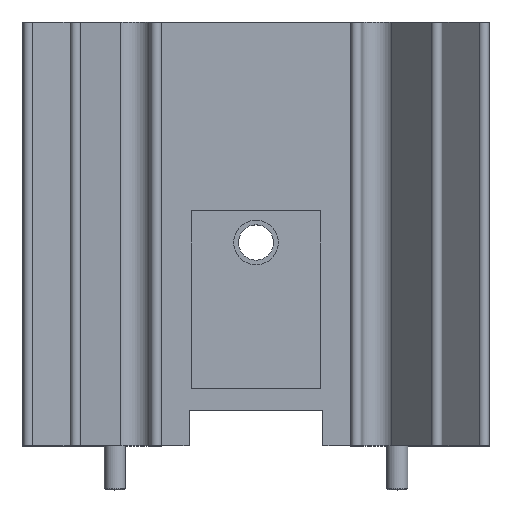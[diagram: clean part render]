
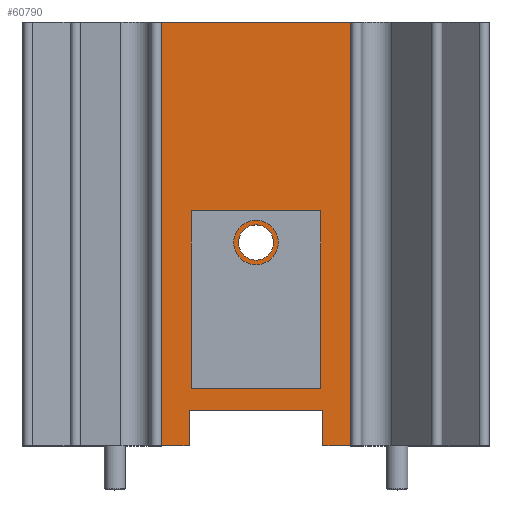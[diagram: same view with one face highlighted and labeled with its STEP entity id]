
A CAD part, top view. The second image highlights one B-rep face of the part: STEP entity #60790.
In plain terms, the highlighted planar face has unit normal (0, 0, 1).
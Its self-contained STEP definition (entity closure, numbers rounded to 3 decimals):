
#150=PLANE('',#62555);
#315=CIRCLE('',#62463,1.585);
#316=CIRCLE('',#62465,1.585);
#648=LINE('',#130979,#1062);
#654=LINE('',#130992,#1068);
#715=LINE('',#131175,#1129);
#719=LINE('',#131184,#1133);
#722=LINE('',#131190,#1136);
#723=LINE('',#131192,#1137);
#724=LINE('',#131193,#1138);
#725=LINE('',#131194,#1139);
#1062=VECTOR('',#64324,1000.);
#1068=VECTOR('',#64332,1000.);
#1129=VECTOR('',#64517,1000.);
#1133=VECTOR('',#64523,1000.);
#1136=VECTOR('',#64528,1000.);
#1137=VECTOR('',#64529,1000.);
#1138=VECTOR('',#64530,1000.);
#1139=VECTOR('',#64531,1000.);
#12273=ORIENTED_EDGE('',*,*,#20626,.F.);
#12274=ORIENTED_EDGE('',*,*,#20627,.F.);
#12275=ORIENTED_EDGE('',*,*,#20768,.T.);
#12276=ORIENTED_EDGE('',*,*,#20769,.F.);
#12277=ORIENTED_EDGE('',*,*,#20663,.T.);
#12278=ORIENTED_EDGE('',*,*,#20770,.T.);
#12279=ORIENTED_EDGE('',*,*,#20669,.F.);
#12280=ORIENTED_EDGE('',*,*,#20761,.F.);
#12281=ORIENTED_EDGE('',*,*,#20771,.T.);
#12282=ORIENTED_EDGE('',*,*,#20765,.T.);
#20626=EDGE_CURVE('',#24970,#24967,#315,.T.);
#20627=EDGE_CURVE('',#24967,#24970,#316,.T.);
#20663=EDGE_CURVE('',#24995,#24996,#648,.T.);
#20669=EDGE_CURVE('',#25000,#24997,#654,.T.);
#20761=EDGE_CURVE('',#25061,#25000,#715,.T.);
#20765=EDGE_CURVE('',#25065,#25063,#719,.T.);
#20768=EDGE_CURVE('',#25063,#25067,#722,.T.);
#20769=EDGE_CURVE('',#24995,#25067,#723,.T.);
#20770=EDGE_CURVE('',#24996,#24997,#724,.T.);
#20771=EDGE_CURVE('',#25061,#25065,#725,.T.);
#24967=VERTEX_POINT('',#130899);
#24970=VERTEX_POINT('',#130904);
#24995=VERTEX_POINT('',#130980);
#24996=VERTEX_POINT('',#130981);
#24997=VERTEX_POINT('',#130986);
#25000=VERTEX_POINT('',#130991);
#25061=VERTEX_POINT('',#131176);
#25063=VERTEX_POINT('',#131182);
#25065=VERTEX_POINT('',#131185);
#25067=VERTEX_POINT('',#131191);
#31459=EDGE_LOOP('',(#12273,#12274));
#31460=EDGE_LOOP('',(#12275,#12276,#12277,#12278,#12279,#12280,#12281,#12282));
#34503=FACE_BOUND('',#31459,.T.);
#34504=FACE_BOUND('',#31460,.T.);
#60790=ADVANCED_FACE('',(#34503,#34504),#150,.F.);
#62463=AXIS2_PLACEMENT_3D('',#130905,#64246,#64247);
#62465=AXIS2_PLACEMENT_3D('',#130907,#64250,#64251);
#62555=AXIS2_PLACEMENT_3D('',#131189,#64526,#64527);
#64246=DIRECTION('',(0.,0.,1.));
#64247=DIRECTION('',(1.,0.,0.));
#64250=DIRECTION('',(0.,0.,1.));
#64251=DIRECTION('',(-1.,0.,0.));
#64324=DIRECTION('',(0.,1.,0.));
#64332=DIRECTION('',(0.,1.,0.));
#64517=DIRECTION('',(-1.,0.,0.));
#64523=DIRECTION('',(1.,0.,0.));
#64526=DIRECTION('',(0.,0.,-1.));
#64527=DIRECTION('',(0.,-1.,0.));
#64528=DIRECTION('',(0.,-1.,0.));
#64529=DIRECTION('',(-1.,0.,0.));
#64530=DIRECTION('',(-1.,0.,0.));
#64531=DIRECTION('',(0.,1.,0.));
#130899=CARTESIAN_POINT('',(-1.585,18.29,0.785));
#130904=CARTESIAN_POINT('',(1.585,18.29,0.785));
#130905=CARTESIAN_POINT('',(0.,18.29,0.785));
#130907=CARTESIAN_POINT('',(0.,18.29,0.785));
#130979=CARTESIAN_POINT('',(8.51,0.,0.785));
#130980=CARTESIAN_POINT('',(8.51,0.,0.785));
#130981=CARTESIAN_POINT('',(8.51,38.1,0.785));
#130986=CARTESIAN_POINT('',(-8.51,38.1,0.785));
#130991=CARTESIAN_POINT('',(-8.51,0.,0.785));
#130992=CARTESIAN_POINT('',(-8.51,0.,0.785));
#131175=CARTESIAN_POINT('',(-6.01,0.,0.785));
#131176=CARTESIAN_POINT('',(-6.01,0.,0.785));
#131182=CARTESIAN_POINT('',(6.01,3.18,0.785));
#131184=CARTESIAN_POINT('',(-6.01,3.18,0.785));
#131185=CARTESIAN_POINT('',(-6.01,3.18,0.785));
#131189=CARTESIAN_POINT('',(0.,0.,0.785));
#131190=CARTESIAN_POINT('',(6.01,3.18,0.785));
#131191=CARTESIAN_POINT('',(6.01,0.,0.785));
#131192=CARTESIAN_POINT('',(8.51,0.,0.785));
#131193=CARTESIAN_POINT('',(8.51,38.1,0.785));
#131194=CARTESIAN_POINT('',(-6.01,0.,0.785));
